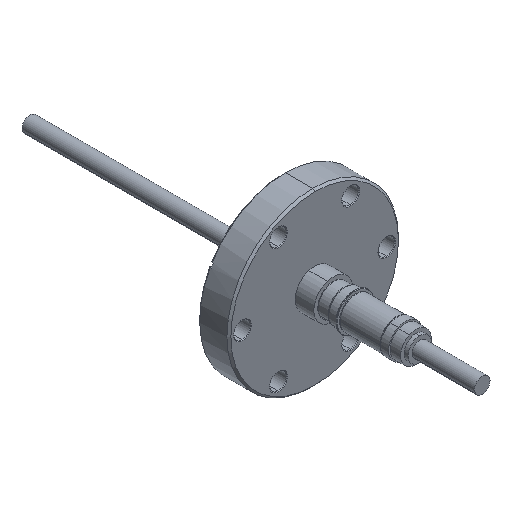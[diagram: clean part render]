
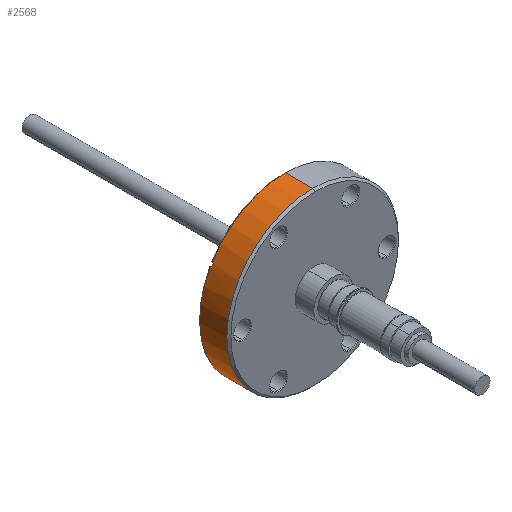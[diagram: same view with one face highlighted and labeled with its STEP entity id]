
A CAD part, isometric view. The second image highlights one B-rep face of the part: STEP entity #2568.
In plain terms, the highlighted cylindrical face has radius 34.925 mm (diameter 69.85 mm), a partial arc.
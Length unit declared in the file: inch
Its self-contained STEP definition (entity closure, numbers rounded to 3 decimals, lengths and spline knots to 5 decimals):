
#26 = CIRCLE ( 'NONE', #1911, 1.375 ) ;
#175 = EDGE_CURVE ( 'NONE', #3118, #486, #26, .T. ) ;
#199 = EDGE_LOOP ( 'NONE', ( #3199, #2878, #2436, #1853, #1234, #450, #3047, #1825 ) ) ;
#309 = CARTESIAN_POINT ( 'NONE',  ( -1.17498, -0.002, 0.71417 ) ) ;
#310 = CARTESIAN_POINT ( 'NONE',  ( 0., -0.42, 0. ) ) ;
#357 = CYLINDRICAL_SURFACE ( 'NONE', #2339, 1.375 ) ;
#364 = CIRCLE ( 'NONE', #584, 1.375 ) ;
#375 = CARTESIAN_POINT ( 'NONE',  ( -1.17498, 0.016, 0.71417 ) ) ;
#450 = ORIENTED_EDGE ( 'NONE', *, *, #2102, .T. ) ;
#457 = AXIS2_PLACEMENT_3D ( 'NONE', #931, #1442, #3139 ) ;
#473 = EDGE_CURVE ( 'NONE', #3118, #2512, #2073, .T. ) ;
#486 = VERTEX_POINT ( 'NONE', #309 ) ;
#538 = EDGE_CURVE ( 'NONE', #1929, #486, #875, .T. ) ;
#584 = AXIS2_PLACEMENT_3D ( 'NONE', #1261, #2545, #1783 ) ;
#632 = DIRECTION ( 'NONE',  ( 0., -1., 0. ) ) ;
#673 = CARTESIAN_POINT ( 'NONE',  ( -1.20598, -0.002, 0.66048 ) ) ;
#773 = CIRCLE ( 'NONE', #457, 1.375 ) ;
#820 = DIRECTION ( 'NONE',  ( 0., 1., 0. ) ) ;
#833 = VERTEX_POINT ( 'NONE', #1625 ) ;
#875 = LINE ( 'NONE', #1861, #1349 ) ;
#876 = DIRECTION ( 'NONE',  ( 0., -1., 0. ) ) ;
#898 = CARTESIAN_POINT ( 'NONE',  ( 0., 0., -1.375 ) ) ;
#931 = CARTESIAN_POINT ( 'NONE',  ( 0., 0.016, 0. ) ) ;
#963 = EDGE_CURVE ( 'NONE', #1937, #833, #2185, .T. ) ;
#1092 = CARTESIAN_POINT ( 'NONE',  ( -1.20598, 0., 0.66048 ) ) ;
#1125 = LINE ( 'NONE', #3178, #1348 ) ;
#1132 = CARTESIAN_POINT ( 'NONE',  ( 0., 0.016, -1.375 ) ) ;
#1186 = EDGE_CURVE ( 'NONE', #3243, #833, #1611, .T. ) ;
#1234 = ORIENTED_EDGE ( 'NONE', *, *, #473, .T. ) ;
#1261 = CARTESIAN_POINT ( 'NONE',  ( 0., 0.016, 0. ) ) ;
#1348 = VECTOR ( 'NONE', #876, 39.37008 ) ;
#1349 = VECTOR ( 'NONE', #632, 39.37008 ) ;
#1374 = CARTESIAN_POINT ( 'NONE',  ( 0., 0., 0. ) ) ;
#1396 = EDGE_CURVE ( 'NONE', #2227, #3243, #1125, .T. ) ;
#1442 = DIRECTION ( 'NONE',  ( 0., -1., 0. ) ) ;
#1611 = CIRCLE ( 'NONE', #2460, 1.375 ) ;
#1625 = CARTESIAN_POINT ( 'NONE',  ( 0., -0.42, -1.375 ) ) ;
#1656 = DIRECTION ( 'NONE',  ( 0., 1., 0. ) ) ;
#1783 = DIRECTION ( 'NONE',  ( 0., 0., -1. ) ) ;
#1809 = DIRECTION ( 'NONE',  ( 0., 0., -1. ) ) ;
#1825 = ORIENTED_EDGE ( 'NONE', *, *, #1186, .F. ) ;
#1853 = ORIENTED_EDGE ( 'NONE', *, *, #175, .F. ) ;
#1861 = CARTESIAN_POINT ( 'NONE',  ( -1.17498, 0., 0.71417 ) ) ;
#1911 = AXIS2_PLACEMENT_3D ( 'NONE', #2415, #1656, #2395 ) ;
#1929 = VERTEX_POINT ( 'NONE', #375 ) ;
#1937 = VERTEX_POINT ( 'NONE', #1132 ) ;
#2073 = LINE ( 'NONE', #1092, #2084 ) ;
#2084 = VECTOR ( 'NONE', #820, 39.37008 ) ;
#2102 = EDGE_CURVE ( 'NONE', #2512, #1937, #364, .T. ) ;
#2141 = CARTESIAN_POINT ( 'NONE',  ( 0., 0.016, 1.375 ) ) ;
#2185 = LINE ( 'NONE', #898, #3030 ) ;
#2227 = VERTEX_POINT ( 'NONE', #2141 ) ;
#2228 = EDGE_CURVE ( 'NONE', #2227, #1929, #773, .T. ) ;
#2326 = DIRECTION ( 'NONE',  ( 0., -1., 0. ) ) ;
#2339 = AXIS2_PLACEMENT_3D ( 'NONE', #1374, #2363, #1809 ) ;
#2363 = DIRECTION ( 'NONE',  ( 0., -1., 0. ) ) ;
#2395 = DIRECTION ( 'NONE',  ( 0., 0., 1. ) ) ;
#2415 = CARTESIAN_POINT ( 'NONE',  ( 0., -0.002, 0. ) ) ;
#2436 = ORIENTED_EDGE ( 'NONE', *, *, #538, .T. ) ;
#2460 = AXIS2_PLACEMENT_3D ( 'NONE', #310, #2326, #2841 ) ;
#2512 = VERTEX_POINT ( 'NONE', #3103 ) ;
#2545 = DIRECTION ( 'NONE',  ( 0., -1., 0. ) ) ;
#2568 = ADVANCED_FACE ( 'NONE', ( #2608 ), #357, .T. ) ;
#2608 = FACE_OUTER_BOUND ( 'NONE', #199, .T. ) ;
#2728 = CARTESIAN_POINT ( 'NONE',  ( 0., -0.42, 1.375 ) ) ;
#2841 = DIRECTION ( 'NONE',  ( 0., 0., -1. ) ) ;
#2878 = ORIENTED_EDGE ( 'NONE', *, *, #2228, .T. ) ;
#3030 = VECTOR ( 'NONE', #3185, 39.37008 ) ;
#3047 = ORIENTED_EDGE ( 'NONE', *, *, #963, .T. ) ;
#3103 = CARTESIAN_POINT ( 'NONE',  ( -1.20598, 0.016, 0.66048 ) ) ;
#3118 = VERTEX_POINT ( 'NONE', #673 ) ;
#3139 = DIRECTION ( 'NONE',  ( 0., 0., -1. ) ) ;
#3178 = CARTESIAN_POINT ( 'NONE',  ( 0., 0., 1.375 ) ) ;
#3185 = DIRECTION ( 'NONE',  ( 0., -1., 0. ) ) ;
#3199 = ORIENTED_EDGE ( 'NONE', *, *, #1396, .F. ) ;
#3243 = VERTEX_POINT ( 'NONE', #2728 ) ;
